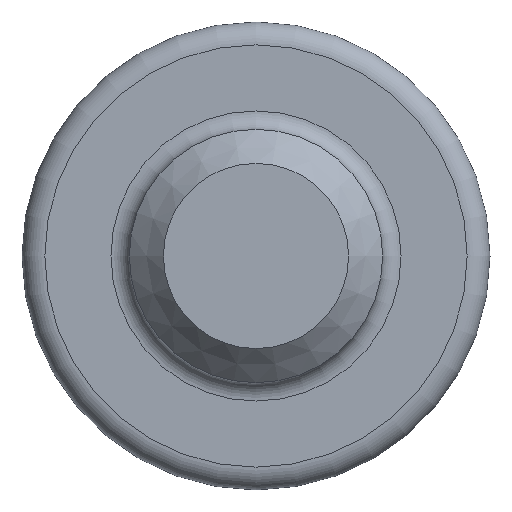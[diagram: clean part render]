
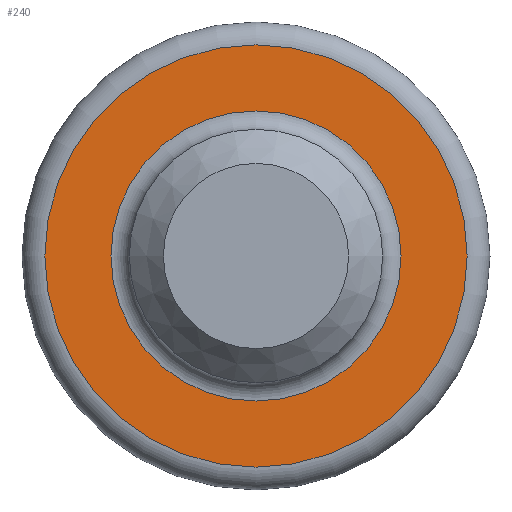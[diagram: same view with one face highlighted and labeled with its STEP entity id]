
A CAD part, front view. The second image highlights one B-rep face of the part: STEP entity #240.
In plain terms, the highlighted planar face has unit normal (0, -1, 0).
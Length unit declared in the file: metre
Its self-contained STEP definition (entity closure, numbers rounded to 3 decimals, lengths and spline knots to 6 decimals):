
#56=FACE_BOUND('',#81,.T.);
#64=FACE_OUTER_BOUND('',#80,.T.);
#80=EDGE_LOOP('',(#159));
#81=EDGE_LOOP('',(#160));
#101=CIRCLE('',#261,0.002922);
#102=CIRCLE('',#262,0.002007);
#110=VERTEX_POINT('',#354);
#111=VERTEX_POINT('',#356);
#131=EDGE_CURVE('',#110,#110,#101,.T.);
#132=EDGE_CURVE('',#111,#111,#102,.T.);
#159=ORIENTED_EDGE('',*,*,#131,.T.);
#160=ORIENTED_EDGE('',*,*,#132,.T.);
#213=PLANE('',#260);
#240=ADVANCED_FACE('',(#64,#56),#213,.T.);
#260=AXIS2_PLACEMENT_3D('',#353,#290,#291);
#261=AXIS2_PLACEMENT_3D('',#355,#292,#293);
#262=AXIS2_PLACEMENT_3D('',#357,#294,#295);
#290=DIRECTION('center_axis',(0.,-1.,0.));
#291=DIRECTION('ref_axis',(0.,0.,-1.));
#292=DIRECTION('center_axis',(0.,-1.,0.));
#293=DIRECTION('ref_axis',(1.,0.,0.));
#294=DIRECTION('center_axis',(0.,1.,0.));
#295=DIRECTION('ref_axis',(1.,0.,0.));
#353=CARTESIAN_POINT('Origin',(0.,0.,0.));
#354=CARTESIAN_POINT('',(-0.002922,0.,0.));
#355=CARTESIAN_POINT('Origin',(0.,0.,
0.));
#356=CARTESIAN_POINT('',(-0.002007,0.,0.));
#357=CARTESIAN_POINT('Origin',(0.,0.,0.));
